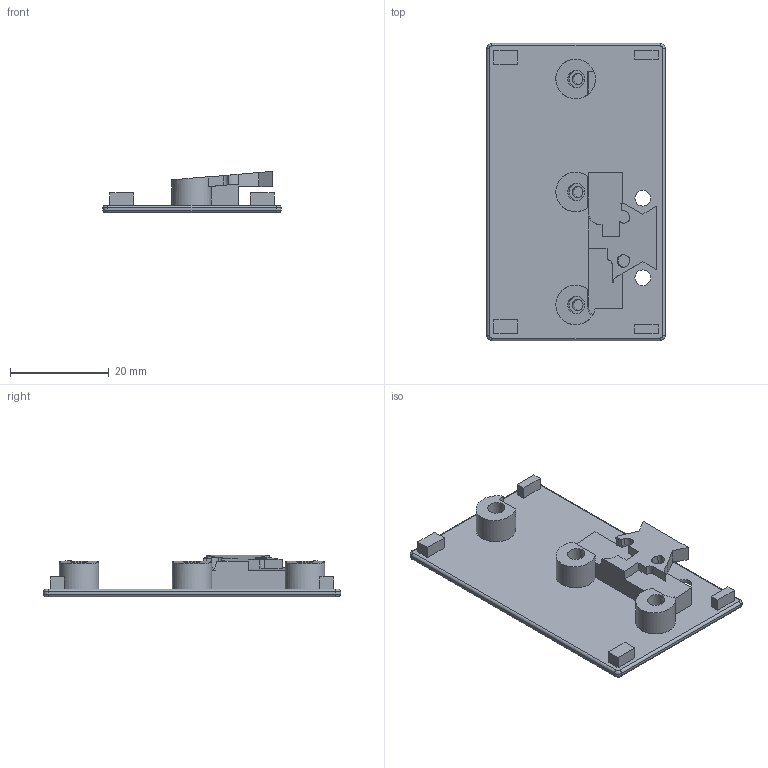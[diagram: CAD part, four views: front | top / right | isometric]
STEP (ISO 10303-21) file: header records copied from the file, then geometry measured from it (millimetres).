
FILE_DESCRIPTION(/* description */ ('','CAx-IF Rec.Pracs.---Representation and Presentation of Product Manufacturing Information (PMI)---4.0---2014-10-13'),/* implementation_level */ '2;1');
FILE_NAME(/* name */ 'side_bottom.step',/* time_stamp */ '2025-02-20T04:22:00+09:00',/* author */ (''),/* organization */ (''),/* preprocessor_version */ 'ST-DEVELOPER v20',/* originating_system */ 'Autodesk Translation Framework v13.20.0.188',/* authorisation */ '');
FILE_SCHEMA (('AP242_MANAGED_MODEL_BASED_3D_ENGINEERING_MIM_LF { 1 0 10303 442 1 1 4 }'));
Length unit declared in the file: millimetre
Products named in the file (1): side_bottom
Bounding box: 36.06 x 60.15 x 8.37 mm (x, y, z)
Volume: 4806.6 mm3; surface area: 5862 mm2
Topology: 1 solids, 1 shells, 121 faces, 285 edges, 184 vertices
Faces by surface type: plane 69, cylinder 39, bspline 13
Full cylindrical faces by diameter (mm): 2.2 x3, 3.2 x2, 3.5 x3, 6 x2, 8 x1, 9.8 x3
Entity records: 3782 total; most frequent: CARTESIAN_POINT 932, DIRECTION 587, ORIENTED_EDGE 570, EDGE_CURVE 285, AXIS2_PLACEMENT_3D 205, VERTEX_POINT 184, LINE 177, VECTOR 177
